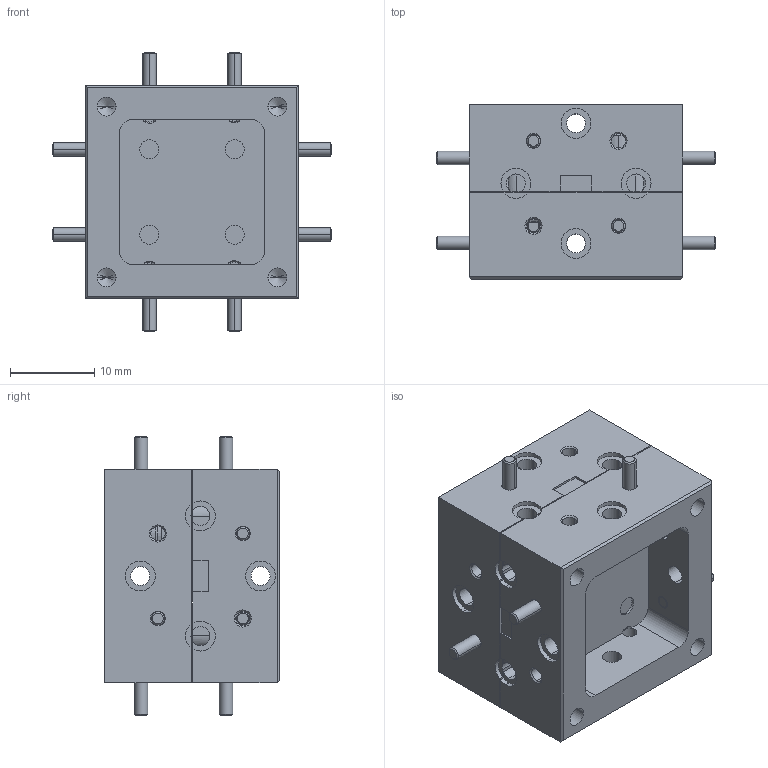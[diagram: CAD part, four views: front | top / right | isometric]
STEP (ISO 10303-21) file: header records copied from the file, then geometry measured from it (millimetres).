
FILE_DESCRIPTION (( 'STEP AP203' ), '1' );
FILE_NAME ('SWX-50375340-15-4B.STEP', '2021-08-31T19:07:13', ( '' ), ( '' ), 'SwSTEP 2.0', 'SolidWorks 2021', '' );
FILE_SCHEMA (( 'CONFIG_CONTROL_DESIGN' ));
Length unit declared in the file: inch
Products named in the file (1): SWX-50375340-15-4B
Bounding box: 33.15 x 20.75 x 33.15 mm (x, y, z)
Volume: 8953.4 mm3; surface area: 7067.2 mm2
Topology: 10 solids, 10 shells, 516 faces, 1276 edges, 794 vertices
Faces by surface type: cylinder 216, plane 166, cone 134
Entity records: 15639 total; most frequent: CARTESIAN_POINT 2985, DIRECTION 2796, ORIENTED_EDGE 2520, EDGE_CURVE 1260, AXIS2_PLACEMENT_3D 1085, VERTEX_POINT 794, LINE 626, VECTOR 626
